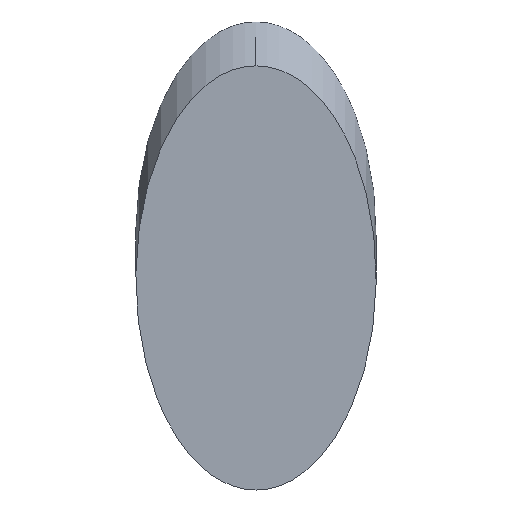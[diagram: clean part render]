
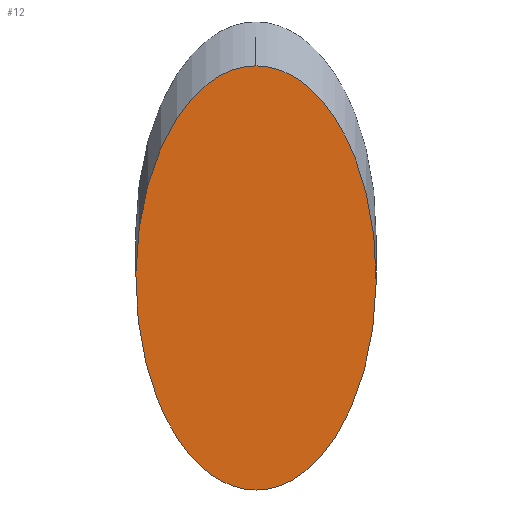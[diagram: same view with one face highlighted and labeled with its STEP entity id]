
A CAD part, front view. The second image highlights one B-rep face of the part: STEP entity #12.
In plain terms, the highlighted planar face has unit normal (0, -1, 0).
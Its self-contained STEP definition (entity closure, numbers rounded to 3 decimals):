
#11 = VERTEX_POINT ( 'NONE', #36 ) ;
#12 = ADVANCED_FACE ( 'NONE', ( #38 ), #131, .F. ) ;
#25 = EDGE_LOOP ( 'NONE', ( #54, #67 ) ) ;
#36 = CARTESIAN_POINT ( 'NONE',  ( 0., -2., -17.032 ) ) ;
#38 = FACE_OUTER_BOUND ( 'NONE', #25, .T. ) ;
#47 = CARTESIAN_POINT ( 'NONE',  ( 0., -2., 11.198 ) ) ;
#53 = CARTESIAN_POINT ( 'NONE',  ( 16., -2., -17.032 ) ) ;
#54 = ORIENTED_EDGE ( 'NONE', *, *, #157, .F. ) ;
#63 = CARTESIAN_POINT ( 'NONE',  ( 16., -2., 11.198 ) ) ;
#67 = ORIENTED_EDGE ( 'NONE', *, *, #153, .F. ) ;
#68 = CARTESIAN_POINT ( 'NONE',  ( 0., -2., 11.198 ) ) ;
#70 = CARTESIAN_POINT ( 'NONE',  ( 0., -2., -17.032 ) ) ;
#83 = CARTESIAN_POINT ( 'NONE',  ( 0., -2., 11.198 ) ) ;
#85 = CARTESIAN_POINT ( 'NONE',  ( -16., -2., -17.032 ) ) ;
#91 =( BOUNDED_CURVE ( )  B_SPLINE_CURVE ( 3, ( #68, #63, #53, #70 ),
 .UNSPECIFIED., .F., .F. ) 
 B_SPLINE_CURVE_WITH_KNOTS ( ( 4, 4 ),
 ( 3.142, 6.283 ),
 .UNSPECIFIED. ) 
 CURVE ( )  GEOMETRIC_REPRESENTATION_ITEM ( )  RATIONAL_B_SPLINE_CURVE ( ( 1., 0.333, 0.333, 1. ) ) 
 REPRESENTATION_ITEM ( '' )  );
#99 = DIRECTION ( 'NONE',  ( 0., 0., 1. ) ) ;
#111 = VERTEX_POINT ( 'NONE', #47 ) ;
#114 = DIRECTION ( 'NONE',  ( 0., 1., 0. ) ) ;
#131 = PLANE ( 'NONE',  #138 ) ;
#138 = AXIS2_PLACEMENT_3D ( 'NONE', #139, #114, #99 ) ;
#139 = CARTESIAN_POINT ( 'NONE',  ( 0., -2., -2.917 ) ) ;
#147 =( BOUNDED_CURVE ( )  B_SPLINE_CURVE ( 3, ( #156, #85, #152, #83 ),
 .UNSPECIFIED., .F., .F. ) 
 B_SPLINE_CURVE_WITH_KNOTS ( ( 4, 4 ),
 ( 0., 3.142 ),
 .UNSPECIFIED. ) 
 CURVE ( )  GEOMETRIC_REPRESENTATION_ITEM ( )  RATIONAL_B_SPLINE_CURVE ( ( 1., 0.333, 0.333, 1. ) ) 
 REPRESENTATION_ITEM ( '' )  );
#152 = CARTESIAN_POINT ( 'NONE',  ( -16., -2., 11.198 ) ) ;
#153 = EDGE_CURVE ( 'NONE', #111, #11, #91, .T. ) ;
#156 = CARTESIAN_POINT ( 'NONE',  ( 0., -2., -17.032 ) ) ;
#157 = EDGE_CURVE ( 'NONE', #11, #111, #147, .T. ) ;
